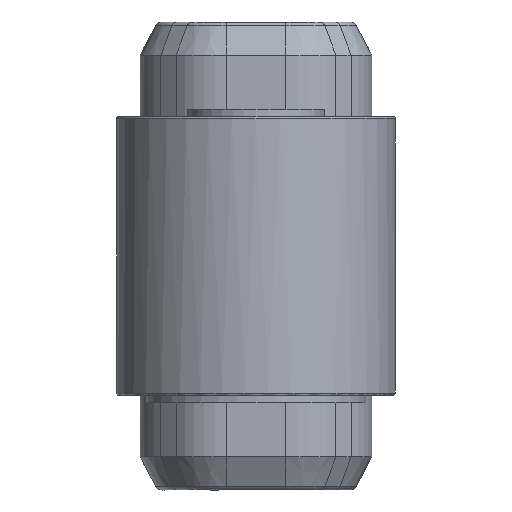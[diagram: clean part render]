
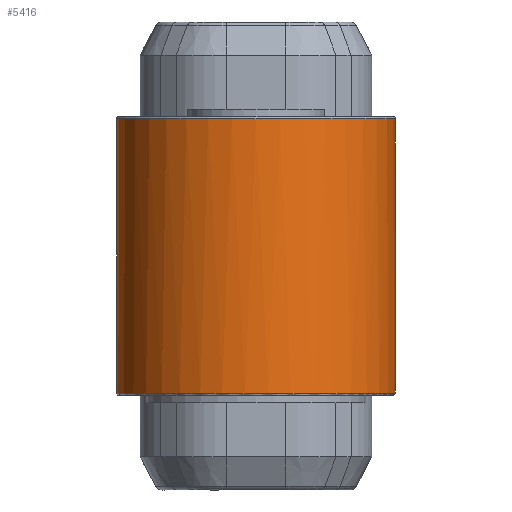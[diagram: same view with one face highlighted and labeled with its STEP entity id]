
A CAD part, left-side view. The second image highlights one B-rep face of the part: STEP entity #5416.
In plain terms, the highlighted cylindrical face has radius 59 mm (diameter 118 mm), a partial arc.
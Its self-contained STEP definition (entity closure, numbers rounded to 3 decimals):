
#315=CARTESIAN_POINT('',(-2.,-58.966,-54.));
#316=CARTESIAN_POINT('',(-2.,-58.966,
-53.739));
#317=CARTESIAN_POINT('',(-1.896,-58.97,
-53.216));
#318=CARTESIAN_POINT('',(-1.452,-58.983,
-52.549));
#319=CARTESIAN_POINT('',(-0.787,-58.996,
-52.105));
#320=CARTESIAN_POINT('',(-0.262,-59.,-52.));
#321=CARTESIAN_POINT('',(0.,-59.,-52.));
#339=DIRECTION('',(0.,0.,1.));
#340=VECTOR('',#339,110.);
#341=CARTESIAN_POINT('',(0.,-59.,-52.));
#342=LINE('',#341,#340);
#351=DIRECTION('',(0.,0.,1.));
#352=VECTOR('',#351,116.);
#353=CARTESIAN_POINT('',(0.,59.,-58.));
#354=LINE('',#353,#352);
#355=DIRECTION('',(0.,0.,-1.));
#356=VECTOR('',#355,4.);
#357=CARTESIAN_POINT('',(-2.,-58.966,-54.));
#358=LINE('',#357,#356);
#373=CARTESIAN_POINT('',(0.,0.,-58.));
#374=DIRECTION('',(0.,0.,1.));
#375=DIRECTION('',(0.,1.,0.));
#376=AXIS2_PLACEMENT_3D('',#373,#374,#375);
#378=CARTESIAN_POINT('',(0.,0.,-58.));
#379=DIRECTION('',(0.,0.,1.));
#380=DIRECTION('',(-0.156,-0.988,0.));
#381=AXIS2_PLACEMENT_3D('',#378,#379,#380);
#2914=CARTESIAN_POINT('',(0.,0.,58.));
#2915=DIRECTION('',(0.,0.,-1.));
#2916=DIRECTION('',(0.,-1.,0.));
#2917=AXIS2_PLACEMENT_3D('',#2914,#2915,#2916);
#4837=CARTESIAN_POINT('',(0.,-59.,58.));
#4838=VERTEX_POINT('',#4837);
#4839=CARTESIAN_POINT('',(0.,-59.,-52.));
#4840=VERTEX_POINT('',#4839);
#4845=CARTESIAN_POINT('',(0.,59.,-58.));
#4846=CARTESIAN_POINT('',(0.,59.,58.));
#4847=VERTEX_POINT('',#4845);
#4848=VERTEX_POINT('',#4846);
#4849=VERTEX_POINT('',#315);
#4850=CARTESIAN_POINT('',(-2.,-58.966,
-58.));
#4851=VERTEX_POINT('',#4850);
#4852=CARTESIAN_POINT('',(-9.23,-58.274,-58.));
#4853=VERTEX_POINT('',#4852);
#5397=CARTESIAN_POINT('',(0.,0.,-59.));
#5398=DIRECTION('',(0.,0.,1.));
#5399=DIRECTION('',(0.,-1.,0.));
#5400=AXIS2_PLACEMENT_3D('',#5397,#5398,#5399);
#5401=CYLINDRICAL_SURFACE('',#5400,59.);
#5403=ORIENTED_EDGE('',*,*,#5402,.T.);
#5405=ORIENTED_EDGE('',*,*,#5404,.F.);
#5406=ORIENTED_EDGE('',*,*,#5385,.F.);
#5407=ORIENTED_EDGE('',*,*,#5358,.F.);
#5409=ORIENTED_EDGE('',*,*,#5408,.T.);
#5411=ORIENTED_EDGE('',*,*,#5410,.F.);
#5413=ORIENTED_EDGE('',*,*,#5412,.F.);
#5414=EDGE_LOOP('',(#5403,#5405,#5406,#5407,#5409,#5411,#5413));
#5415=FACE_OUTER_BOUND('',#5414,.F.);
#322=B_SPLINE_CURVE_WITH_KNOTS('',3,(#315,#316,#317,#318,#319,#320,#321),
.UNSPECIFIED.,.F.,.F.,(4,1,1,1,4),(0.,0.25,0.5,0.75,1.),
.UNSPECIFIED.);
#377=CIRCLE('',#376,59.);
#382=CIRCLE('',#381,59.);
#2918=CIRCLE('',#2917,59.);
#5358=EDGE_CURVE('',#4849,#4840,#322,.T.);
#5385=EDGE_CURVE('',#4840,#4838,#342,.T.);
#5402=EDGE_CURVE('',#4847,#4848,#354,.T.);
#5404=EDGE_CURVE('',#4838,#4848,#2918,.T.);
#5408=EDGE_CURVE('',#4849,#4851,#358,.T.);
#5410=EDGE_CURVE('',#4853,#4851,#382,.T.);
#5412=EDGE_CURVE('',#4847,#4853,#377,.T.);
#5416=ADVANCED_FACE('',(#5415),#5401,.T.);
